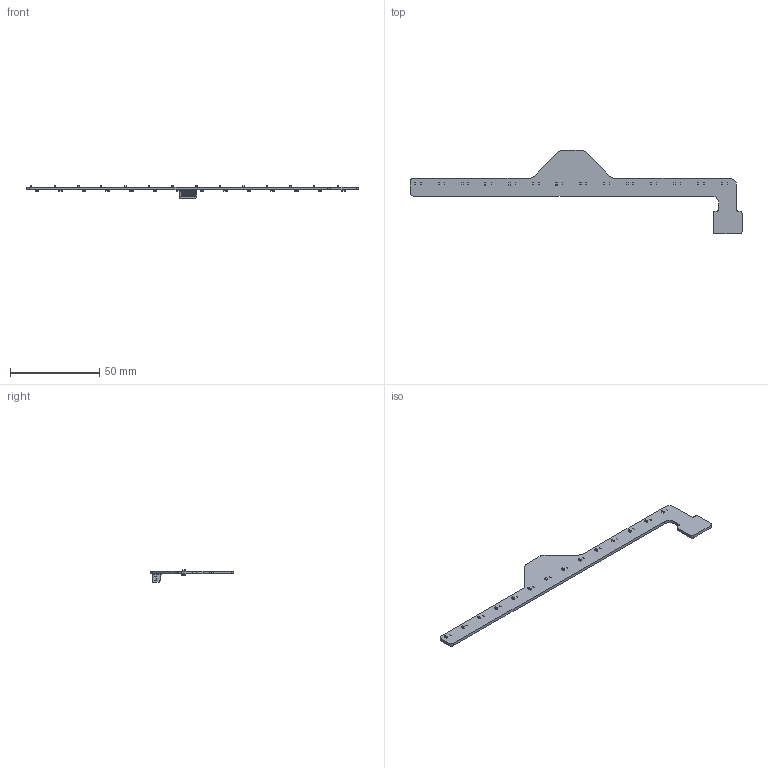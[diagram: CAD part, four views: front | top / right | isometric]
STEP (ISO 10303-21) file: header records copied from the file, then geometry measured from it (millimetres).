
FILE_DESCRIPTION(('KiCad electronic assembly'),'2;1');
FILE_NAME('MV_Abnehmerplatine.step','2024-06-19T14:23:02',('Pcbnew'),( 'Kicad'),'Open CASCADE STEP processor 7.6','KiCad to STEP converter' ,'Unknown');
FILE_SCHEMA(('AUTOMOTIVE_DESIGN { 1 0 10303 214 1 1 1 1 }'));
Length unit declared in the file: millimetre
Products named in the file (8): MV_Abnehmerplatine 1; C_0603_1608Metric; WSON-8-1EP_2x2mm_P0.5mm_EP0.9x1.6mm; WSON_8_1EP_2x2mm_P05mm_EP09x16mm; 533092070; MV_Abnehmerplatine_PCB
Assembly tree (33 placements, depth 3):
  MV_Abnehmerplatine 1
    C_0603_1608Metric  x14
      C_0603_1608Metric
    WSON-8-1EP_2x2mm_P0.5mm_EP0.9x1.6mm  x14
      WSON_8_1EP_2x2mm_P05mm_EP09x16mm
    533092070
      533092070
    MV_Abnehmerplatine_PCB
Bounding box: 185.8 x 46.52 x 7.21 mm (x, y, z)
Volume: 4282.9 mm3; surface area: 6495.8 mm2
Topology: 30 solids, 30 shells, 1891 faces, 5280 edges, 3586 vertices
Faces by surface type: plane 1667, cylinder 224
Full cylindrical faces by diameter (mm): 0.25 x42
Entity records: 24180 total; most frequent: CARTESIAN_POINT 4291, ORIENTED_EDGE 4002, DIRECTION 3702, EDGE_CURVE 2001, LINE 1972, VECTOR 1972, VERTEX_POINT 1292, AXIS2_PLACEMENT_3D 865
